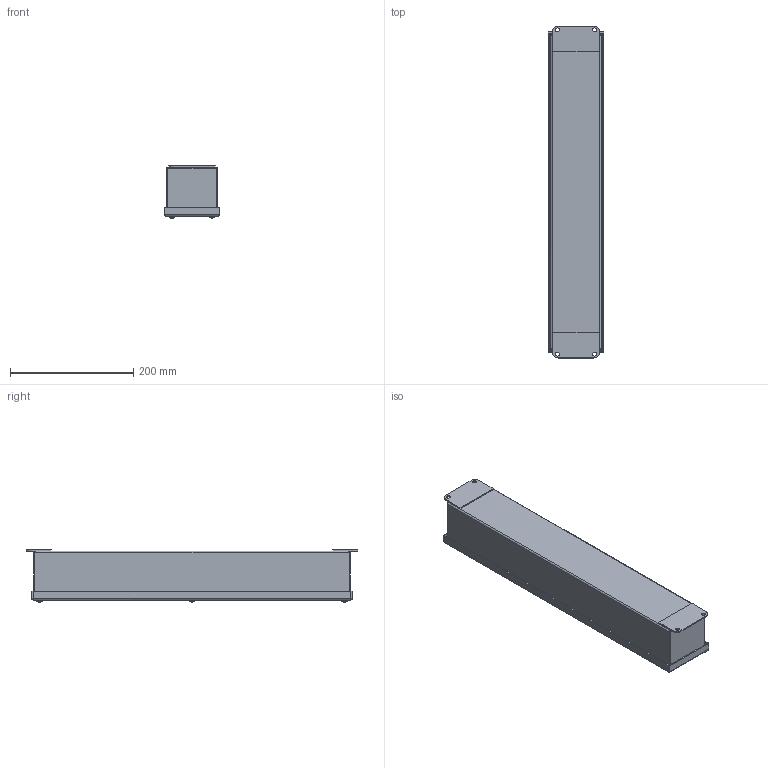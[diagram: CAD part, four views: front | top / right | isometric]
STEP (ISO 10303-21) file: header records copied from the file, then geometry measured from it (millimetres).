
FILE_DESCRIPTION(/* description */ ('WASHER,RETAINING,NYLON,.453 OD'),/* implementation_level */ '2;1');
FILE_NAME(/* name */ 'PB8BC.stp',/* time_stamp */ '2017-01-30T22:02:05+06:00',/* author */ ('bjayachandran'),/* organization */ ('HUBBELL-WIEGMANN'),/* preprocessor_version */ 'ST-DEVELOPER v16.1',/* originating_system */ 'Autodesk Inventor 2016',/* authorisation */ 'MATTHEW SUMMERS');
FILE_SCHEMA (('AUTOMOTIVE_DESIGN { 1 0 10303 214 3 1 1 }'));
Length unit declared in the file: inch
Products named in the file (9): 39077; 316253; 372163; PB8BCBKP; 34984; 38837; 3487; PB8BCLID; PB8BC
Assembly tree (26 placements, depth 2):
  PB8BC
    39077  x6
    316253  x2
    372163  x6
    PB8BCBKP
    34984  x6
    38837  x2
    3487  x2
    PB8BCLID
Bounding box: 90.49 x 539.75 x 84.98 mm (x, y, z)
Volume: 479411.3 mm3; surface area: 466218.8 mm2
Topology: 26 solids, 26 shells, 642 faces, 1566 edges, 996 vertices
Faces by surface type: plane 358, cylinder 126, cone 98, torus 34, bspline 20, sphere 6
Full cylindrical faces by diameter (mm): 3.962 x6, 4.826 x8, 4.978 x6, 6.299 x6, 6.35 x6, 6.525 x4, 6.527 x1, 6.528 x1, 7.061 x6, 7.137 x6, 7.95 x6, 9.474 x6, 10.312 x6, 11.506 x6
Entity records: 8371 total; most frequent: CARTESIAN_POINT 2194, DIRECTION 1162, ORIENTED_EDGE 1134, EDGE_CURVE 567, AXIS2_PLACEMENT_3D 405, VERTEX_POINT 363, LINE 352, VECTOR 352
